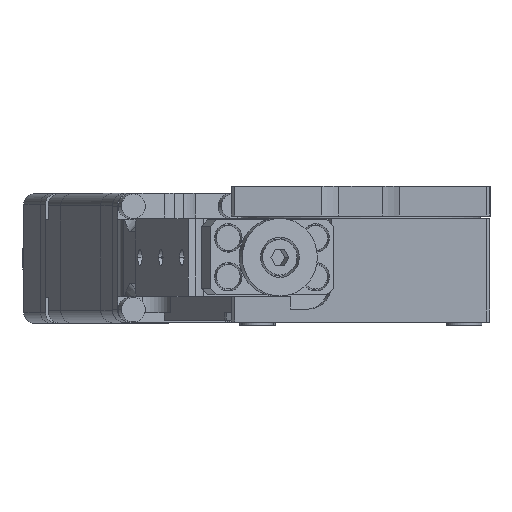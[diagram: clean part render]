
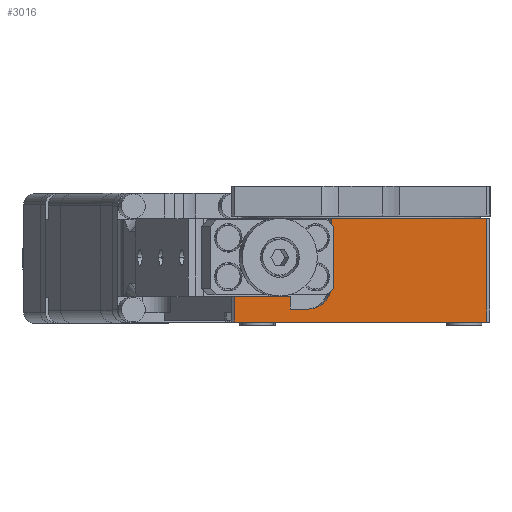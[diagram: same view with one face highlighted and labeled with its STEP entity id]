
A CAD part, top view. The second image highlights one B-rep face of the part: STEP entity #3016.
In plain terms, the highlighted face is planar.
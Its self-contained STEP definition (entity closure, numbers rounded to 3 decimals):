
#130 = CARTESIAN_POINT ( 'NONE',  ( 20., 4.5, 10.89 ) ) ;
#450 = ORIENTED_EDGE ( 'NONE', *, *, #9134, .F. ) ;
#623 = CARTESIAN_POINT ( 'NONE',  ( 20., 4.5, 19.5 ) ) ;
#757 = CARTESIAN_POINT ( 'NONE',  ( 20., 2.5, 10.89 ) ) ;
#1245 = VECTOR ( 'NONE', #2570, 1000. ) ;
#1365 = EDGE_CURVE ( 'NONE', #10321, #3128, #11828, .T. ) ;
#1386 = CARTESIAN_POINT ( 'NONE',  ( 20., 16.5, 4.58 ) ) ;
#1394 = EDGE_CURVE ( 'NONE', #3393, #7062, #5852, .T. ) ;
#1576 = CARTESIAN_POINT ( 'NONE',  ( 20., 4.5, 10.89 ) ) ;
#1987 = AXIS2_PLACEMENT_3D ( 'NONE', #3326, #7433, #2182 ) ;
#2182 = DIRECTION ( 'NONE',  ( 0., 0., 1. ) ) ;
#2212 = LINE ( 'NONE', #8437, #12855 ) ;
#2331 = LINE ( 'NONE', #3138, #5303 ) ;
#2570 = DIRECTION ( 'NONE',  ( 0., -1., 0. ) ) ;
#3016 = ADVANCED_FACE ( 'NONE', ( #12553 ), #11410, .F. ) ;
#3101 = EDGE_CURVE ( 'NONE', #7062, #12590, #10872, .T. ) ;
#3128 = VERTEX_POINT ( 'NONE', #3603 ) ;
#3138 = CARTESIAN_POINT ( 'NONE',  ( 20., 16.5, -19.5 ) ) ;
#3278 = LINE ( 'NONE', #11418, #9260 ) ;
#3326 = CARTESIAN_POINT ( 'NONE',  ( 20., 16.5, 10.89 ) ) ;
#3393 = VERTEX_POINT ( 'NONE', #130 ) ;
#3581 = EDGE_CURVE ( 'NONE', #3393, #10321, #11796, .T. ) ;
#3603 = CARTESIAN_POINT ( 'NONE',  ( 20., 2.5, 8.203 ) ) ;
#3744 = ORIENTED_EDGE ( 'NONE', *, *, #10007, .T. ) ;
#4150 = VECTOR ( 'NONE', #11741, 1000. ) ;
#4333 = EDGE_CURVE ( 'NONE', #10679, #6667, #2331, .T. ) ;
#4637 = CARTESIAN_POINT ( 'NONE',  ( 20., 0.5, 19.5 ) ) ;
#4693 = CARTESIAN_POINT ( 'NONE',  ( 20., 2.5, 10.89 ) ) ;
#5006 = EDGE_CURVE ( 'NONE', #7184, #8792, #2212, .T. ) ;
#5242 = EDGE_LOOP ( 'NONE', ( #12179, #9433, #13147, #10524, #3744, #8949, #450, #5497, #10909 ) ) ;
#5303 = VECTOR ( 'NONE', #10230, 1000. ) ;
#5403 = DIRECTION ( 'NONE',  ( 0., 1., 0. ) ) ;
#5406 = CARTESIAN_POINT ( 'NONE',  ( 20., 4.5, 19.5 ) ) ;
#5497 = ORIENTED_EDGE ( 'NONE', *, *, #5006, .F. ) ;
#5639 = LINE ( 'NONE', #12821, #10743 ) ;
#5711 = DIRECTION ( 'NONE',  ( 0., 0., 1. ) ) ;
#5727 = VECTOR ( 'NONE', #5711, 1000. ) ;
#5735 = CARTESIAN_POINT ( 'NONE',  ( 20., 6., 4.58 ) ) ;
#5852 = LINE ( 'NONE', #1576, #5727 ) ;
#6667 = VERTEX_POINT ( 'NONE', #12677 ) ;
#7002 = CARTESIAN_POINT ( 'NONE',  ( 20., 2.5, 8.203 ) ) ;
#7062 = VERTEX_POINT ( 'NONE', #5406 ) ;
#7184 = VERTEX_POINT ( 'NONE', #5735 ) ;
#7207 = VECTOR ( 'NONE', #12835, 1000. ) ;
#7409 =( BOUNDED_CURVE ( )  B_SPLINE_CURVE ( 3, ( #7002, #10237, #8278, #12119 ),
 .UNSPECIFIED., .F., .F. ) 
 B_SPLINE_CURVE_WITH_KNOTS ( ( 4, 4 ),
 ( 1.571, 3.142 ),
 .UNSPECIFIED. ) 
 CURVE ( )  GEOMETRIC_REPRESENTATION_ITEM ( )  RATIONAL_B_SPLINE_CURVE ( ( 1., 0.805, 0.805, 1. ) ) 
 REPRESENTATION_ITEM ( '' )  );
#7433 = DIRECTION ( 'NONE',  ( -1., 0., 0. ) ) ;
#8278 = CARTESIAN_POINT ( 'NONE',  ( 20., 3.95, 4.58 ) ) ;
#8437 = CARTESIAN_POINT ( 'NONE',  ( 20., 16.5, 4.58 ) ) ;
#8664 = EDGE_CURVE ( 'NONE', #3128, #7184, #7409, .T. ) ;
#8792 = VERTEX_POINT ( 'NONE', #1386 ) ;
#8949 = ORIENTED_EDGE ( 'NONE', *, *, #4333, .F. ) ;
#9134 = EDGE_CURVE ( 'NONE', #8792, #10679, #5639, .T. ) ;
#9260 = VECTOR ( 'NONE', #11477, 1000. ) ;
#9433 = ORIENTED_EDGE ( 'NONE', *, *, #3581, .F. ) ;
#10007 = EDGE_CURVE ( 'NONE', #12590, #6667, #3278, .T. ) ;
#10230 = DIRECTION ( 'NONE',  ( 0., -1., 0. ) ) ;
#10237 = CARTESIAN_POINT ( 'NONE',  ( 20., 2.5, 6.081 ) ) ;
#10321 = VERTEX_POINT ( 'NONE', #757 ) ;
#10524 = ORIENTED_EDGE ( 'NONE', *, *, #3101, .T. ) ;
#10679 = VERTEX_POINT ( 'NONE', #12005 ) ;
#10743 = VECTOR ( 'NONE', #10938, 1000. ) ;
#10872 = LINE ( 'NONE', #623, #4150 ) ;
#10909 = ORIENTED_EDGE ( 'NONE', *, *, #8664, .F. ) ;
#10938 = DIRECTION ( 'NONE',  ( 0., 0., -1. ) ) ;
#11410 = PLANE ( 'NONE',  #1987 ) ;
#11418 = CARTESIAN_POINT ( 'NONE',  ( 20., 0.5, 10.89 ) ) ;
#11477 = DIRECTION ( 'NONE',  ( 0., 0., -1. ) ) ;
#11741 = DIRECTION ( 'NONE',  ( 0., -1., 0. ) ) ;
#11796 = LINE ( 'NONE', #11921, #1245 ) ;
#11828 = LINE ( 'NONE', #4693, #7207 ) ;
#11921 = CARTESIAN_POINT ( 'NONE',  ( 20., 4.5, 10.89 ) ) ;
#12005 = CARTESIAN_POINT ( 'NONE',  ( 20., 16.5, -19.5 ) ) ;
#12119 = CARTESIAN_POINT ( 'NONE',  ( 20., 6., 4.58 ) ) ;
#12179 = ORIENTED_EDGE ( 'NONE', *, *, #1365, .F. ) ;
#12553 = FACE_OUTER_BOUND ( 'NONE', #5242, .T. ) ;
#12590 = VERTEX_POINT ( 'NONE', #4637 ) ;
#12677 = CARTESIAN_POINT ( 'NONE',  ( 20., 0.5, -19.5 ) ) ;
#12821 = CARTESIAN_POINT ( 'NONE',  ( 20., 16.5, 10.89 ) ) ;
#12835 = DIRECTION ( 'NONE',  ( 0., 0., -1. ) ) ;
#12855 = VECTOR ( 'NONE', #5403, 1000. ) ;
#13147 = ORIENTED_EDGE ( 'NONE', *, *, #1394, .T. ) ;
